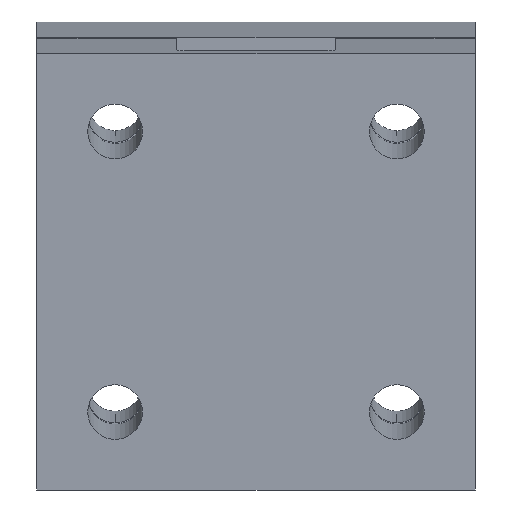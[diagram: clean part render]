
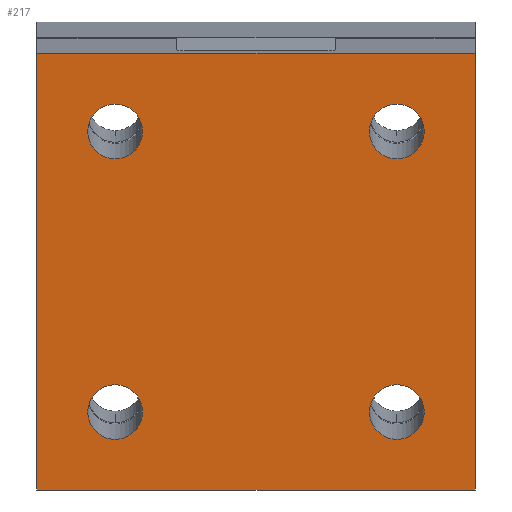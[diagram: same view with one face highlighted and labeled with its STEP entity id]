
A CAD part, top view. The second image highlights one B-rep face of the part: STEP entity #217.
In plain terms, the highlighted face is planar.
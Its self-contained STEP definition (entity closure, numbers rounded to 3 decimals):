
#81=CARTESIAN_POINT('Vertex',(10.75,9.,0.)) ;
#84=CARTESIAN_POINT('Axis2P3D Location',(9.,9.,0.)) ;
#88=CARTESIAN_POINT('Vertex',(7.25,9.,0.)) ;
#108=CARTESIAN_POINT('Axis2P3D Location',(9.,9.,0.)) ;
#120=CARTESIAN_POINT('Axis2P3D Location',(0.,0.,0.)) ;
#125=CARTESIAN_POINT('Line Origine',(0.,14.,0.)) ;
#129=CARTESIAN_POINT('Vertex',(14.,14.,0.)) ;
#131=CARTESIAN_POINT('Vertex',(-14.,14.,0.)) ;
#134=CARTESIAN_POINT('Line Origine',(14.,0.,0.)) ;
#138=CARTESIAN_POINT('Vertex',(14.,-14.,0.)) ;
#141=CARTESIAN_POINT('Line Origine',(0.,-14.,0.)) ;
#145=CARTESIAN_POINT('Vertex',(-14.,-14.,0.)) ;
#148=CARTESIAN_POINT('Line Origine',(-14.,0.,0.)) ;
#163=CARTESIAN_POINT('Axis2P3D Location',(-9.,9.,0.)) ;
#167=CARTESIAN_POINT('Vertex',(-10.75,9.,0.)) ;
#169=CARTESIAN_POINT('Vertex',(-7.25,9.,0.)) ;
#172=CARTESIAN_POINT('Axis2P3D Location',(-9.,9.,0.)) ;
#181=CARTESIAN_POINT('Axis2P3D Location',(9.,-9.,0.)) ;
#185=CARTESIAN_POINT('Vertex',(10.75,-9.,0.)) ;
#187=CARTESIAN_POINT('Vertex',(7.25,-9.,0.)) ;
#190=CARTESIAN_POINT('Axis2P3D Location',(9.,-9.,0.)) ;
#199=CARTESIAN_POINT('Axis2P3D Location',(-9.,-9.,0.)) ;
#203=CARTESIAN_POINT('Vertex',(-10.75,-9.,0.)) ;
#205=CARTESIAN_POINT('Vertex',(-7.25,-9.,0.)) ;
#208=CARTESIAN_POINT('Axis2P3D Location',(-9.,-9.,0.)) ;
#85=DIRECTION('Axis2P3D Direction',(0.,0.,-1.)) ;
#109=DIRECTION('Axis2P3D Direction',(0.,0.,-1.)) ;
#121=DIRECTION('Axis2P3D Direction',(0.,0.,1.)) ;
#122=DIRECTION('Axis2P3D XDirection',(1.,0.,0.)) ;
#126=DIRECTION('Vector Direction',(1.,0.,0.)) ;
#135=DIRECTION('Vector Direction',(0.,1.,0.)) ;
#142=DIRECTION('Vector Direction',(-1.,0.,0.)) ;
#149=DIRECTION('Vector Direction',(0.,-1.,0.)) ;
#164=DIRECTION('Axis2P3D Direction',(0.,0.,1.)) ;
#173=DIRECTION('Axis2P3D Direction',(0.,0.,1.)) ;
#182=DIRECTION('Axis2P3D Direction',(0.,0.,1.)) ;
#191=DIRECTION('Axis2P3D Direction',(0.,0.,1.)) ;
#200=DIRECTION('Axis2P3D Direction',(0.,0.,1.)) ;
#209=DIRECTION('Axis2P3D Direction',(0.,0.,1.)) ;
#86=AXIS2_PLACEMENT_3D('Circle Axis2P3D',#84,#85,$) ;
#110=AXIS2_PLACEMENT_3D('Circle Axis2P3D',#108,#109,$) ;
#123=AXIS2_PLACEMENT_3D('Plane Axis2P3D',#120,#121,#122) ;
#165=AXIS2_PLACEMENT_3D('Circle Axis2P3D',#163,#164,$) ;
#174=AXIS2_PLACEMENT_3D('Circle Axis2P3D',#172,#173,$) ;
#183=AXIS2_PLACEMENT_3D('Circle Axis2P3D',#181,#182,$) ;
#192=AXIS2_PLACEMENT_3D('Circle Axis2P3D',#190,#191,$) ;
#201=AXIS2_PLACEMENT_3D('Circle Axis2P3D',#199,#200,$) ;
#210=AXIS2_PLACEMENT_3D('Circle Axis2P3D',#208,#209,$) ;
#154=ORIENTED_EDGE('',*,*,#133,.F.) ;
#155=ORIENTED_EDGE('',*,*,#140,.F.) ;
#156=ORIENTED_EDGE('',*,*,#147,.F.) ;
#157=ORIENTED_EDGE('',*,*,#152,.F.) ;
#160=ORIENTED_EDGE('',*,*,#90,.F.) ;
#161=ORIENTED_EDGE('',*,*,#112,.F.) ;
#178=ORIENTED_EDGE('',*,*,#171,.F.) ;
#179=ORIENTED_EDGE('',*,*,#176,.F.) ;
#196=ORIENTED_EDGE('',*,*,#189,.F.) ;
#197=ORIENTED_EDGE('',*,*,#194,.F.) ;
#214=ORIENTED_EDGE('',*,*,#207,.F.) ;
#215=ORIENTED_EDGE('',*,*,#212,.F.) ;
#162=FACE_BOUND('',#159,.T.) ;
#180=FACE_BOUND('',#177,.T.) ;
#198=FACE_BOUND('',#195,.T.) ;
#216=FACE_BOUND('',#213,.T.) ;
#127=VECTOR('Line Direction',#126,1.) ;
#136=VECTOR('Line Direction',#135,1.) ;
#143=VECTOR('Line Direction',#142,1.) ;
#150=VECTOR('Line Direction',#149,1.) ;
#217=ADVANCED_FACE('PartBody',(#158,#162,#180,#198,#216),#124,.F.) ;
#87=CIRCLE('generated circle',#86,1.75) ;
#111=CIRCLE('generated circle',#110,1.75) ;
#166=CIRCLE('generated circle',#165,1.75) ;
#175=CIRCLE('generated circle',#174,1.75) ;
#184=CIRCLE('generated circle',#183,1.75) ;
#193=CIRCLE('generated circle',#192,1.75) ;
#202=CIRCLE('generated circle',#201,1.75) ;
#211=CIRCLE('generated circle',#210,1.75) ;
#90=EDGE_CURVE('',#82,#89,#87,.T.) ;
#112=EDGE_CURVE('',#89,#82,#111,.T.) ;
#133=EDGE_CURVE('',#130,#132,#128,.F.) ;
#140=EDGE_CURVE('',#139,#130,#137,.T.) ;
#147=EDGE_CURVE('',#146,#139,#144,.F.) ;
#152=EDGE_CURVE('',#132,#146,#151,.T.) ;
#171=EDGE_CURVE('',#168,#170,#166,.F.) ;
#176=EDGE_CURVE('',#170,#168,#175,.F.) ;
#189=EDGE_CURVE('',#186,#188,#184,.F.) ;
#194=EDGE_CURVE('',#188,#186,#193,.F.) ;
#207=EDGE_CURVE('',#204,#206,#202,.F.) ;
#212=EDGE_CURVE('',#206,#204,#211,.F.) ;
#153=EDGE_LOOP('',(#154,#155,#156,#157)) ;
#159=EDGE_LOOP('',(#160,#161)) ;
#177=EDGE_LOOP('',(#178,#179)) ;
#195=EDGE_LOOP('',(#196,#197)) ;
#213=EDGE_LOOP('',(#214,#215)) ;
#158=FACE_OUTER_BOUND('',#153,.T.) ;
#128=LINE('Line',#125,#127) ;
#137=LINE('Line',#134,#136) ;
#144=LINE('Line',#141,#143) ;
#151=LINE('Line',#148,#150) ;
#124=PLANE('Plane',#123) ;
#82=VERTEX_POINT('',#81) ;
#89=VERTEX_POINT('',#88) ;
#130=VERTEX_POINT('',#129) ;
#132=VERTEX_POINT('',#131) ;
#139=VERTEX_POINT('',#138) ;
#146=VERTEX_POINT('',#145) ;
#168=VERTEX_POINT('',#167) ;
#170=VERTEX_POINT('',#169) ;
#186=VERTEX_POINT('',#185) ;
#188=VERTEX_POINT('',#187) ;
#204=VERTEX_POINT('',#203) ;
#206=VERTEX_POINT('',#205) ;
